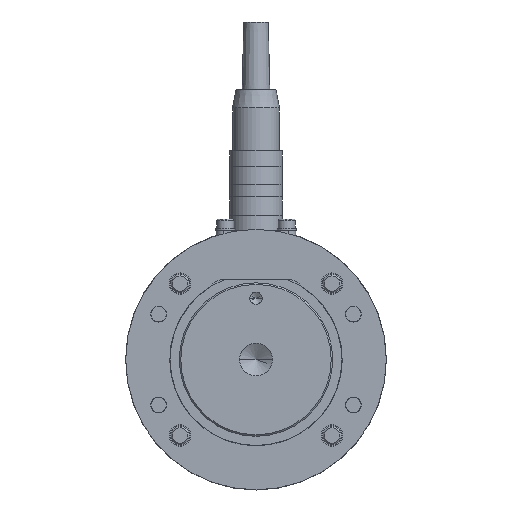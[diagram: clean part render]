
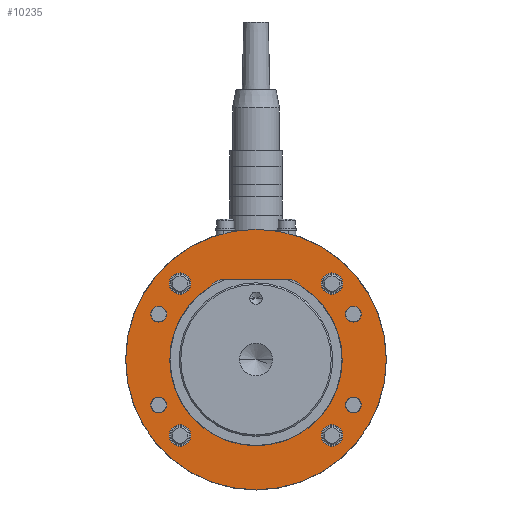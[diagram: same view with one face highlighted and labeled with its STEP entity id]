
A CAD part, left-side view. The second image highlights one B-rep face of the part: STEP entity #10235.
In plain terms, the highlighted face is planar.
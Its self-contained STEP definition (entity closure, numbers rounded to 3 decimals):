
#9489=CARTESIAN_POINT('',(0.0,4.575,47.45));
#9490=VERTEX_POINT('',#9489);
#9506=CARTESIAN_POINT('',(0.,4.575,-37.45));
#9507=VERTEX_POINT('',#9506);
#9514=CARTESIAN_POINT('',(0.0,4.575,5.0));
#9515=DIRECTION('',(0.0,-1.0,0.0));
#9516=DIRECTION('',(0.0,0.0,1.0));
#9517=AXIS2_PLACEMENT_3D('',#9514,#9515,#9516);
#9518=CIRCLE('',#9517,42.45);
#9519=EDGE_CURVE('',#9507,#9490,#9518,.T.);
#9531=CARTESIAN_POINT('',(24.749,4.575,26.249));
#9532=VERTEX_POINT('',#9531);
#9548=CARTESIAN_POINT('',(24.749,4.575,33.249));
#9549=VERTEX_POINT('',#9548);
#9556=CARTESIAN_POINT('',(24.749,4.575,29.749));
#9557=DIRECTION('',(0.0,-1.0,0.0));
#9558=DIRECTION('',(0.0,0.0,-1.0));
#9559=AXIS2_PLACEMENT_3D('',#9556,#9557,#9558);
#9560=CIRCLE('',#9559,3.5);
#9561=EDGE_CURVE('',#9532,#9549,#9560,.T.);
#9573=CARTESIAN_POINT('',(-21.249,4.575,29.749));
#9574=VERTEX_POINT('',#9573);
#9590=CARTESIAN_POINT('',(-28.249,4.575,29.749));
#9591=VERTEX_POINT('',#9590);
#9598=CARTESIAN_POINT('',(-24.749,4.575,29.749));
#9599=DIRECTION('',(0.0,-1.0,0.0));
#9600=DIRECTION('',(1.0,0.0,0.0));
#9601=AXIS2_PLACEMENT_3D('',#9598,#9599,#9600);
#9602=CIRCLE('',#9601,3.5);
#9603=EDGE_CURVE('',#9574,#9591,#9602,.T.);
#9615=CARTESIAN_POINT('',(-24.749,4.575,-16.249));
#9616=VERTEX_POINT('',#9615);
#9632=CARTESIAN_POINT('',(-24.749,4.575,-23.249));
#9633=VERTEX_POINT('',#9632);
#9640=CARTESIAN_POINT('',(-24.749,4.575,-19.749));
#9641=DIRECTION('',(0.0,-1.0,0.0));
#9642=DIRECTION('',(0.0,0.0,1.0));
#9643=AXIS2_PLACEMENT_3D('',#9640,#9641,#9642);
#9644=CIRCLE('',#9643,3.5);
#9645=EDGE_CURVE('',#9616,#9633,#9644,.T.);
#9657=CARTESIAN_POINT('',(21.249,4.575,-19.749));
#9658=VERTEX_POINT('',#9657);
#9674=CARTESIAN_POINT('',(28.249,4.575,-19.749));
#9675=VERTEX_POINT('',#9674);
#9682=CARTESIAN_POINT('',(24.749,4.575,-19.749));
#9683=DIRECTION('',(0.0,-1.0,0.0));
#9684=DIRECTION('',(-1.0,0.0,0.0));
#9685=AXIS2_PLACEMENT_3D('',#9682,#9683,#9684);
#9686=CIRCLE('',#9685,3.5);
#9687=EDGE_CURVE('',#9658,#9675,#9686,.T.);
#9699=CARTESIAN_POINT('',(-31.721,4.575,17.215));
#9700=VERTEX_POINT('',#9699);
#9716=CARTESIAN_POINT('',(-31.721,4.575,22.368));
#9717=VERTEX_POINT('',#9716);
#9724=CARTESIAN_POINT('',(-31.721,4.575,19.792));
#9725=DIRECTION('',(0.0,-1.0,0.0));
#9726=DIRECTION('',(0.0,0.0,-1.0));
#9727=AXIS2_PLACEMENT_3D('',#9724,#9725,#9726);
#9728=CIRCLE('',#9727,2.577);
#9729=EDGE_CURVE('',#9700,#9717,#9728,.T.);
#9741=CARTESIAN_POINT('',(31.719,4.575,17.215));
#9742=VERTEX_POINT('',#9741);
#9758=CARTESIAN_POINT('',(31.719,4.575,22.368));
#9759=VERTEX_POINT('',#9758);
#9766=CARTESIAN_POINT('',(31.719,4.575,19.792));
#9767=DIRECTION('',(0.0,-1.0,0.0));
#9768=DIRECTION('',(0.0,0.0,-1.0));
#9769=AXIS2_PLACEMENT_3D('',#9766,#9767,#9768);
#9770=CIRCLE('',#9769,2.577);
#9771=EDGE_CURVE('',#9742,#9759,#9770,.T.);
#9783=CARTESIAN_POINT('',(-31.721,4.575,-12.365));
#9784=VERTEX_POINT('',#9783);
#9800=CARTESIAN_POINT('',(-31.721,4.575,-7.212));
#9801=VERTEX_POINT('',#9800);
#9808=CARTESIAN_POINT('',(-31.721,4.575,-9.788));
#9809=DIRECTION('',(0.0,-1.0,0.0));
#9810=DIRECTION('',(0.0,0.0,-1.0));
#9811=AXIS2_PLACEMENT_3D('',#9808,#9809,#9810);
#9812=CIRCLE('',#9811,2.577);
#9813=EDGE_CURVE('',#9784,#9801,#9812,.T.);
#9825=CARTESIAN_POINT('',(31.719,4.575,-12.365));
#9826=VERTEX_POINT('',#9825);
#9842=CARTESIAN_POINT('',(31.719,4.575,-7.212));
#9843=VERTEX_POINT('',#9842);
#9850=CARTESIAN_POINT('',(31.719,4.575,-9.788));
#9851=DIRECTION('',(0.0,-1.0,0.0));
#9852=DIRECTION('',(0.0,0.0,-1.0));
#9853=AXIS2_PLACEMENT_3D('',#9850,#9851,#9852);
#9854=CIRCLE('',#9853,2.577);
#9855=EDGE_CURVE('',#9826,#9843,#9854,.T.);
#9866=CARTESIAN_POINT('',(31.719,4.575,-9.788));
#9867=DIRECTION('',(0.0,-1.0,0.0));
#9868=DIRECTION('',(0.0,0.0,-1.0));
#9869=AXIS2_PLACEMENT_3D('',#9866,#9867,#9868);
#9870=CIRCLE('',#9869,2.577);
#9871=EDGE_CURVE('',#9843,#9826,#9870,.T.);
#9890=CARTESIAN_POINT('',(-31.721,4.575,-9.788));
#9891=DIRECTION('',(0.0,-1.0,0.0));
#9892=DIRECTION('',(0.0,0.0,-1.0));
#9893=AXIS2_PLACEMENT_3D('',#9890,#9891,#9892);
#9894=CIRCLE('',#9893,2.577);
#9895=EDGE_CURVE('',#9801,#9784,#9894,.T.);
#9914=CARTESIAN_POINT('',(31.719,4.575,19.792));
#9915=DIRECTION('',(0.0,-1.0,0.0));
#9916=DIRECTION('',(0.0,0.0,-1.0));
#9917=AXIS2_PLACEMENT_3D('',#9914,#9915,#9916);
#9918=CIRCLE('',#9917,2.577);
#9919=EDGE_CURVE('',#9759,#9742,#9918,.T.);
#9938=CARTESIAN_POINT('',(-31.721,4.575,19.792));
#9939=DIRECTION('',(0.0,-1.0,0.0));
#9940=DIRECTION('',(0.0,0.0,-1.0));
#9941=AXIS2_PLACEMENT_3D('',#9938,#9939,#9940);
#9942=CIRCLE('',#9941,2.577);
#9943=EDGE_CURVE('',#9717,#9700,#9942,.T.);
#9961=CARTESIAN_POINT('',(10.5,4.575,31.1));
#9962=VERTEX_POINT('',#9961);
#9963=CARTESIAN_POINT('',(-10.5,4.575,31.1));
#9964=VERTEX_POINT('',#9963);
#9965=CARTESIAN_POINT('',(10.5,4.575,31.1));
#9966=DIRECTION('',(-1.0,0.0,0.0));
#9967=VECTOR('',#9966,21.0);
#9968=LINE('',#9965,#9967);
#9969=EDGE_CURVE('',#9962,#9964,#9968,.T.);
#10001=CARTESIAN_POINT('',(-14.54,4.575,29.046));
#10002=VERTEX_POINT('',#10001);
#10003=CARTESIAN_POINT('',(-10.5,4.575,26.1));
#10004=DIRECTION('',(0.0,-1.0,0.0));
#10005=DIRECTION('',(1.0,0.0,0.0));
#10006=AXIS2_PLACEMENT_3D('',#10003,#10004,#10005);
#10007=CIRCLE('',#10006,5.0);
#10008=EDGE_CURVE('',#9964,#10002,#10007,.T.);
#10034=CARTESIAN_POINT('',(14.54,4.575,29.046));
#10035=VERTEX_POINT('',#10034);
#10036=CARTESIAN_POINT('',(0.0,4.575,5.0));
#10037=DIRECTION('',(0.0,-1.0,0.0));
#10038=DIRECTION('',(1.0,0.0,0.0));
#10039=AXIS2_PLACEMENT_3D('',#10036,#10037,#10038);
#10040=CIRCLE('',#10039,28.1);
#10041=EDGE_CURVE('',#10002,#10035,#10040,.T.);
#10067=CARTESIAN_POINT('',(10.5,4.575,26.1));
#10068=DIRECTION('',(0.0,-1.0,0.0));
#10069=DIRECTION('',(1.0,0.0,0.0));
#10070=AXIS2_PLACEMENT_3D('',#10067,#10068,#10069);
#10071=CIRCLE('',#10070,5.0);
#10072=EDGE_CURVE('',#10035,#9962,#10071,.T.);
#10092=CARTESIAN_POINT('',(24.749,4.575,-19.749));
#10093=DIRECTION('',(0.0,-1.0,0.0));
#10094=DIRECTION('',(-1.0,0.0,0.0));
#10095=AXIS2_PLACEMENT_3D('',#10092,#10093,#10094);
#10096=CIRCLE('',#10095,3.5);
#10097=EDGE_CURVE('',#9675,#9658,#10096,.T.);
#10116=CARTESIAN_POINT('',(-24.749,4.575,-19.749));
#10117=DIRECTION('',(0.0,-1.0,0.0));
#10118=DIRECTION('',(0.0,0.0,1.0));
#10119=AXIS2_PLACEMENT_3D('',#10116,#10117,#10118);
#10120=CIRCLE('',#10119,3.5);
#10121=EDGE_CURVE('',#9633,#9616,#10120,.T.);
#10140=CARTESIAN_POINT('',(-24.749,4.575,29.749));
#10141=DIRECTION('',(0.0,-1.0,0.0));
#10142=DIRECTION('',(1.0,0.0,0.0));
#10143=AXIS2_PLACEMENT_3D('',#10140,#10141,#10142);
#10144=CIRCLE('',#10143,3.5);
#10145=EDGE_CURVE('',#9591,#9574,#10144,.T.);
#10164=CARTESIAN_POINT('',(24.749,4.575,29.749));
#10165=DIRECTION('',(0.0,-1.0,0.0));
#10166=DIRECTION('',(0.0,0.0,-1.0));
#10167=AXIS2_PLACEMENT_3D('',#10164,#10165,#10166);
#10168=CIRCLE('',#10167,3.5);
#10169=EDGE_CURVE('',#9549,#9532,#10168,.T.);
#10182=CARTESIAN_POINT('',(0.0,4.575,38.725));
#10183=DIRECTION('',(0.0,1.0,0.0));
#10184=DIRECTION('',(0.0,0.0,1.0));
#10185=AXIS2_PLACEMENT_3D('',#10182,#10183,#10184);
#10186=PLANE('',#10185);
#10187=CARTESIAN_POINT('',(0.0,4.575,5.0));
#10188=DIRECTION('',(0.0,-1.0,0.0));
#10189=DIRECTION('',(0.0,0.0,1.0));
#10190=AXIS2_PLACEMENT_3D('',#10187,#10188,#10189);
#10191=CIRCLE('',#10190,42.45);
#10192=EDGE_CURVE('',#9490,#9507,#10191,.T.);
#10193=ORIENTED_EDGE('',*,*,#10192,.F.);
#10194=ORIENTED_EDGE('',*,*,#9519,.F.);
#10195=EDGE_LOOP('',(#10193,#10194));
#10196=FACE_OUTER_BOUND('',#10195,.T.);
#10197=ORIENTED_EDGE('',*,*,#9871,.T.);
#10198=ORIENTED_EDGE('',*,*,#9855,.T.);
#10199=EDGE_LOOP('',(#10197,#10198));
#10200=FACE_BOUND('',#10199,.T.);
#10201=ORIENTED_EDGE('',*,*,#9895,.T.);
#10202=ORIENTED_EDGE('',*,*,#9813,.T.);
#10203=EDGE_LOOP('',(#10201,#10202));
#10204=FACE_BOUND('',#10203,.T.);
#10205=ORIENTED_EDGE('',*,*,#9919,.T.);
#10206=ORIENTED_EDGE('',*,*,#9771,.T.);
#10207=EDGE_LOOP('',(#10205,#10206));
#10208=FACE_BOUND('',#10207,.T.);
#10209=ORIENTED_EDGE('',*,*,#9943,.T.);
#10210=ORIENTED_EDGE('',*,*,#9729,.T.);
#10211=EDGE_LOOP('',(#10209,#10210));
#10212=FACE_BOUND('',#10211,.T.);
#10213=ORIENTED_EDGE('',*,*,#10041,.T.);
#10214=ORIENTED_EDGE('',*,*,#10072,.T.);
#10215=ORIENTED_EDGE('',*,*,#9969,.T.);
#10216=ORIENTED_EDGE('',*,*,#10008,.T.);
#10217=EDGE_LOOP('',(#10213,#10214,#10215,#10216));
#10218=FACE_BOUND('',#10217,.T.);
#10219=ORIENTED_EDGE('',*,*,#10097,.T.);
#10220=ORIENTED_EDGE('',*,*,#9687,.T.);
#10221=EDGE_LOOP('',(#10219,#10220));
#10222=FACE_BOUND('',#10221,.T.);
#10223=ORIENTED_EDGE('',*,*,#10121,.T.);
#10224=ORIENTED_EDGE('',*,*,#9645,.T.);
#10225=EDGE_LOOP('',(#10223,#10224));
#10226=FACE_BOUND('',#10225,.T.);
#10227=ORIENTED_EDGE('',*,*,#10145,.T.);
#10228=ORIENTED_EDGE('',*,*,#9603,.T.);
#10229=EDGE_LOOP('',(#10227,#10228));
#10230=FACE_BOUND('',#10229,.T.);
#10231=ORIENTED_EDGE('',*,*,#10169,.T.);
#10232=ORIENTED_EDGE('',*,*,#9561,.T.);
#10233=EDGE_LOOP('',(#10231,#10232));
#10234=FACE_BOUND('',#10233,.T.);
#10235=ADVANCED_FACE('',(#10196,#10200,#10204,#10208,#10212,#10218,#10222,#10226,#10230,#10234),#10186,.T.);
